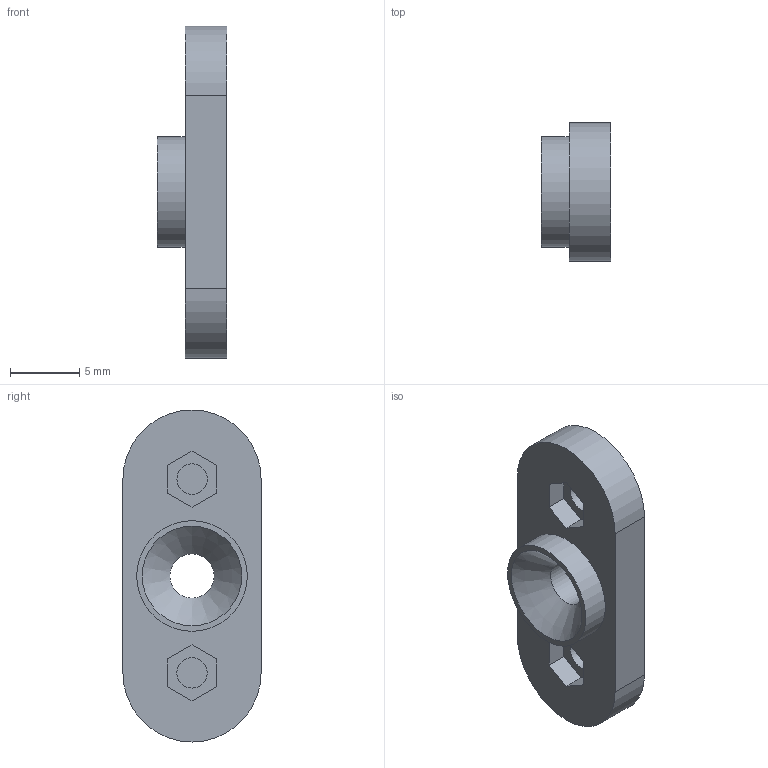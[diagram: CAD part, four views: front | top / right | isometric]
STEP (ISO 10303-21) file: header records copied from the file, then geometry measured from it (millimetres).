
FILE_DESCRIPTION(/* description */ (''),/* implementation_level */ '2;1');
FILE_NAME(/* name */ 'RightArmBushing.step',/* time_stamp */ '2023-03-14T16:48:21+01:00',/* author */ (''),/* organization */ (''),/* preprocessor_version */ 'ST-DEVELOPER v19.2',/* originating_system */ 'Autodesk Translation Framework v11.17.0.187',/* authorisation */ '');
FILE_SCHEMA (('AUTOMOTIVE_DESIGN { 1 0 10303 214 3 1 1 }'));
Length unit declared in the file: millimetre
Products named in the file (1): RightArmBushing
Bounding box: 5 x 10 x 24 mm (x, y, z)
Volume: 648 mm3; surface area: 743.4 mm2
Topology: 1 solids, 1 shells, 28 faces, 62 edges, 41 vertices
Faces by surface type: plane 21, cylinder 6, cone 1
Full cylindrical faces by diameter (mm): 2.2 x2, 3.2 x1, 8 x1
Entity records: 808 total; most frequent: DIRECTION 133, CARTESIAN_POINT 132, ORIENTED_EDGE 124, EDGE_CURVE 62, LINE 49, VECTOR 49, AXIS2_PLACEMENT_3D 42, VERTEX_POINT 41
